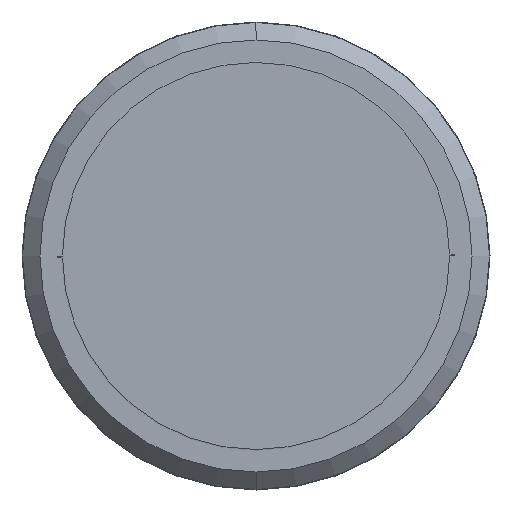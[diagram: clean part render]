
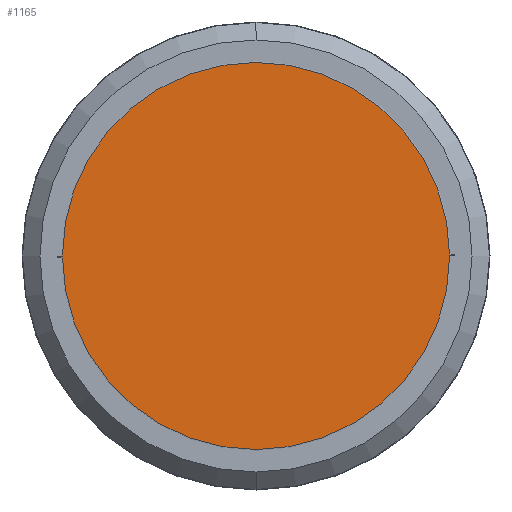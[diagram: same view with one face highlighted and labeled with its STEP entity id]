
A CAD part, front view. The second image highlights one B-rep face of the part: STEP entity #1165.
In plain terms, the highlighted planar face has unit normal (0, -1, 0).
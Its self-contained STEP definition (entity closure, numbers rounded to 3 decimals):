
#1165=ADVANCED_FACE('',(#2422),#2423,.T.);
#2422=FACE_OUTER_BOUND('',#4044,.T.);
#2423=PLANE('',#4045);
#4044=EDGE_LOOP('',(#7008,#7009,#7010,#7011));
#4045=AXIS2_PLACEMENT_3D('',#7012,#7013,#7014);
#7008=ORIENTED_EDGE('',*,*,#9186,.F.);
#7009=ORIENTED_EDGE('',*,*,#9044,.F.);
#7010=ORIENTED_EDGE('',*,*,#9183,.F.);
#7011=ORIENTED_EDGE('',*,*,#9039,.F.);
#7012=CARTESIAN_POINT('',(0.0,-0.01,0.0));
#7013=DIRECTION('',(0.0,-1.0,0.0));
#7014=DIRECTION('',(0.0,0.0,-1.0));
#9039=EDGE_CURVE('',#10825,#10828,#10829,.T.);
#9044=EDGE_CURVE('',#10834,#10837,#10838,.T.);
#9183=EDGE_CURVE('',#10828,#10834,#11076,.T.);
#9186=EDGE_CURVE('',#10837,#10825,#11079,.T.);
#10825=VERTEX_POINT('',#13827);
#10828=VERTEX_POINT('',#13830);
#10829=CIRCLE('',#13831,12.408);
#10834=VERTEX_POINT('',#13836);
#10837=VERTEX_POINT('',#13839);
#10838=CIRCLE('',#13840,12.408);
#11076=CIRCLE('',#14386,12.408);
#11079=CIRCLE('',#14389,12.408);
#13827=CARTESIAN_POINT('',(12.408,-0.01,0.064));
#13830=CARTESIAN_POINT('',(12.408,-0.01,0.0));
#13831=AXIS2_PLACEMENT_3D('',#16758,#16759,#16760);
#13836=CARTESIAN_POINT('',(-12.408,-0.01,-0.064));
#13839=CARTESIAN_POINT('',(-12.408,-0.01,0.0));
#13840=AXIS2_PLACEMENT_3D('',#16770,#16771,#16772);
#14386=AXIS2_PLACEMENT_3D('',#16893,#16894,#16895);
#14389=AXIS2_PLACEMENT_3D('',#16899,#16900,#16901);
#16758=CARTESIAN_POINT('',(0.0,-0.01,0.0));
#16759=DIRECTION('',(0.0,1.0,0.0));
#16760=DIRECTION('',(-1.0,0.0,0.0));
#16770=CARTESIAN_POINT('',(0.0,-0.01,0.0));
#16771=DIRECTION('',(-0.0,1.0,0.0));
#16772=DIRECTION('',(1.0,0.0,0.0));
#16893=CARTESIAN_POINT('',(0.0,-0.01,0.0));
#16894=DIRECTION('',(-0.0,1.0,0.0));
#16895=DIRECTION('',(1.0,0.0,0.0));
#16899=CARTESIAN_POINT('',(0.0,-0.01,0.0));
#16900=DIRECTION('',(0.0,1.0,0.0));
#16901=DIRECTION('',(-1.0,0.0,0.0));
